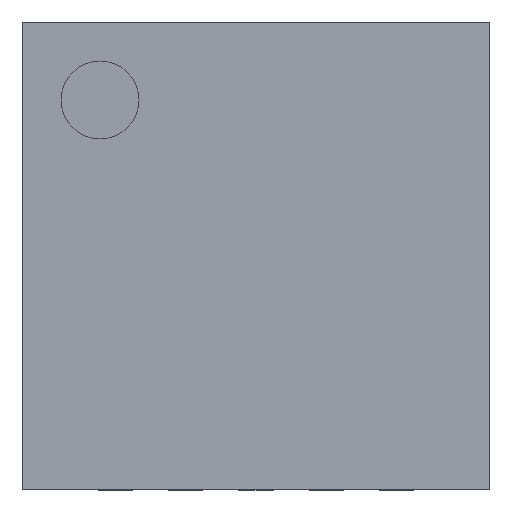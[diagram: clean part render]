
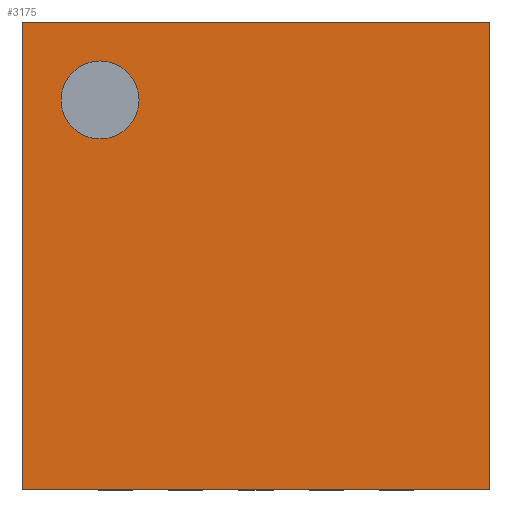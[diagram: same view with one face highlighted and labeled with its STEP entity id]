
A CAD part, top view. The second image highlights one B-rep face of the part: STEP entity #3175.
In plain terms, the highlighted planar face has unit normal (0, 0, 1).
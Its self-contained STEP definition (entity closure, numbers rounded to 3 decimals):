
#216 = EDGE_LOOP ( 'NONE', ( #3885, #245 ) ) ;
#245 = ORIENTED_EDGE ( 'NONE', *, *, #5398, .T. ) ;
#723 = DIRECTION ( 'NONE',  ( 0., 0., -1. ) ) ;
#1338 = VECTOR ( 'NONE', #4343, 1000. ) ;
#2092 = VERTEX_POINT ( 'NONE', #4017 ) ;
#2311 = CARTESIAN_POINT ( 'NONE',  ( -0.75, 1., 0.8 ) ) ;
#2503 = ORIENTED_EDGE ( 'NONE', *, *, #12565, .T. ) ;
#2540 = EDGE_CURVE ( 'NONE', #3291, #2647, #9316, .T. ) ;
#2560 = CARTESIAN_POINT ( 'NONE',  ( 0., -1.5, 0.8 ) ) ;
#2647 = VERTEX_POINT ( 'NONE', #8412 ) ;
#2702 = VERTEX_POINT ( 'NONE', #5538 ) ;
#3002 = LINE ( 'NONE', #4215, #3077 ) ;
#3077 = VECTOR ( 'NONE', #9972, 1000. ) ;
#3175 = ADVANCED_FACE ( 'NONE', ( #5486, #8838 ), #10352, .T. ) ;
#3253 = EDGE_CURVE ( 'NONE', #14970, #10923, #10754, .T. ) ;
#3291 = VERTEX_POINT ( 'NONE', #4433 ) ;
#3335 = VECTOR ( 'NONE', #7435, 1000. ) ;
#3885 = ORIENTED_EDGE ( 'NONE', *, *, #3253, .T. ) ;
#4017 = CARTESIAN_POINT ( 'NONE',  ( 1.5, -1.5, 0.8 ) ) ;
#4099 = AXIS2_PLACEMENT_3D ( 'NONE', #5874, #723, #6828 ) ;
#4215 = CARTESIAN_POINT ( 'NONE',  ( 0., 1.5, 0.8 ) ) ;
#4269 = DIRECTION ( 'NONE',  ( 1., 0., 0. ) ) ;
#4343 = DIRECTION ( 'NONE',  ( 0., -1., 0. ) ) ;
#4433 = CARTESIAN_POINT ( 'NONE',  ( -1.5, 1.5, 0.8 ) ) ;
#4712 = CIRCLE ( 'NONE', #14231, 0.25 ) ;
#4978 = LINE ( 'NONE', #9864, #3335 ) ;
#5398 = EDGE_CURVE ( 'NONE', #10923, #14970, #4712, .T. ) ;
#5486 = FACE_OUTER_BOUND ( 'NONE', #10240, .T. ) ;
#5538 = CARTESIAN_POINT ( 'NONE',  ( 1.5, 1.5, 0.8 ) ) ;
#5859 = CARTESIAN_POINT ( 'NONE',  ( -1.25, 1., 0.8 ) ) ;
#5874 = CARTESIAN_POINT ( 'NONE',  ( -1., 1., 0.8 ) ) ;
#6244 = LINE ( 'NONE', #2560, #13028 ) ;
#6333 = ORIENTED_EDGE ( 'NONE', *, *, #2540, .T. ) ;
#6607 = ORIENTED_EDGE ( 'NONE', *, *, #8999, .T. ) ;
#6801 = ORIENTED_EDGE ( 'NONE', *, *, #7906, .T. ) ;
#6828 = DIRECTION ( 'NONE',  ( 1., 0., 0. ) ) ;
#7037 = DIRECTION ( 'NONE',  ( 1., 0., 0. ) ) ;
#7435 = DIRECTION ( 'NONE',  ( 0., 1., 0. ) ) ;
#7906 = EDGE_CURVE ( 'NONE', #2092, #2702, #4978, .T. ) ;
#8412 = CARTESIAN_POINT ( 'NONE',  ( -1.5, -1.5, 0.8 ) ) ;
#8449 = AXIS2_PLACEMENT_3D ( 'NONE', #14982, #10131, #4269 ) ;
#8838 = FACE_BOUND ( 'NONE', #216, .T. ) ;
#8999 = EDGE_CURVE ( 'NONE', #2702, #3291, #3002, .T. ) ;
#9316 = LINE ( 'NONE', #15535, #1338 ) ;
#9864 = CARTESIAN_POINT ( 'NONE',  ( 1.5, 0., 0.8 ) ) ;
#9972 = DIRECTION ( 'NONE',  ( -1., 0., 0. ) ) ;
#10131 = DIRECTION ( 'NONE',  ( 0., 0., 1. ) ) ;
#10240 = EDGE_LOOP ( 'NONE', ( #6333, #2503, #6801, #6607 ) ) ;
#10352 = PLANE ( 'NONE',  #8449 ) ;
#10754 = CIRCLE ( 'NONE', #4099, 0.25 ) ;
#10923 = VERTEX_POINT ( 'NONE', #5859 ) ;
#10958 = DIRECTION ( 'NONE',  ( 1., 0., 0. ) ) ;
#12565 = EDGE_CURVE ( 'NONE', #2647, #2092, #6244, .T. ) ;
#13028 = VECTOR ( 'NONE', #10958, 1000. ) ;
#13309 = CARTESIAN_POINT ( 'NONE',  ( -1., 1., 0.8 ) ) ;
#14231 = AXIS2_PLACEMENT_3D ( 'NONE', #13309, #14535, #7037 ) ;
#14535 = DIRECTION ( 'NONE',  ( 0., 0., -1. ) ) ;
#14970 = VERTEX_POINT ( 'NONE', #2311 ) ;
#14982 = CARTESIAN_POINT ( 'NONE',  ( 0., 0., 0.8 ) ) ;
#15535 = CARTESIAN_POINT ( 'NONE',  ( -1.5, 0., 0.8 ) ) ;
